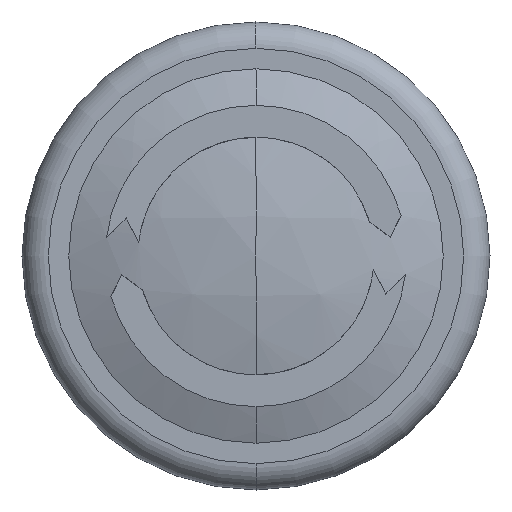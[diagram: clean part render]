
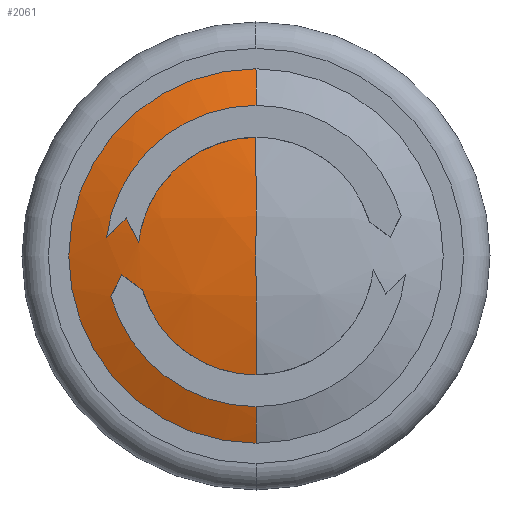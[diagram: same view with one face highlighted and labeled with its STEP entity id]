
A CAD part, left-side view. The second image highlights one B-rep face of the part: STEP entity #2061.
In plain terms, the highlighted spherical face has radius 41.302 mm.
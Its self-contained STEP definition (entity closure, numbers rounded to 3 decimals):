
#1567=CARTESIAN_POINT('POINT34464',(-31.351,
   11.086,3.251));
#1568=VERTEX_POINT('VERTEX34464',#1567);
#1569=CARTESIAN_POINT('POINT34465',(-30.942,12.776
   ,1.577));
#1570=VERTEX_POINT('VERTEX34465',#1569);
#1571=CARTESIAN_POINT('POS54450',(8.303,
   7.115,7.184));
#1572=DIRECTION('DIR81227',(0.,-0.704
   ,-0.71));
#1573=DIRECTION('DIR81228',(0.,-0.71,
   0.704));
#1574=AXIS2_PLACEMENT_3D('AXIS26778',#1571,#1572,#1573);
#1575=CIRCLE('ELLIPSE12546',#1574,40.046);
#1576=EDGE_CURVE('EDGE52403',#1568,#1570,#1575,.T.);
#1600=CARTESIAN_POINT('POINT34467',(-31.75,
   10.02,1.144));
#1601=VERTEX_POINT('VERTEX34467',#1600);
#1602=CARTESIAN_POINT('POS54454',(8.303,
   7.517,-3.803));
#1603=DIRECTION('DIR81233',(0.,0.892,
   -0.451));
#1604=DIRECTION('DIR81234',(0.,-0.451,
   -0.892));
#1605=AXIS2_PLACEMENT_3D('AXIS26780',#1602,#1603,#1604);
#1606=CIRCLE('ELLIPSE12547',#1605,40.434);
#1607=EDGE_CURVE('EDGE52406',#1601,#1568,#1606,.T.);
#1632=CARTESIAN_POINT('POINT34469',(-31.34,
   11.484,-1.577));
#1633=VERTEX_POINT('VERTEX34469',#1632);
#1634=CARTESIAN_POINT('POINT34470',(-31.736,
   9.716,-2.898));
#1635=VERTEX_POINT('VERTEX34470',#1634);
#1636=CARTESIAN_POINT('POS54458',(8.303,
   4.871,-6.518));
#1637=DIRECTION('DIR81239',(0.,
   -0.599,0.801));
#1638=DIRECTION('DIR81240',(0.,0.801,
   0.599));
#1639=AXIS2_PLACEMENT_3D('AXIS26782',#1636,#1637,#1638);
#1640=CIRCLE('ELLIPSE12548',#1639,40.493);
#1641=EDGE_CURVE('EDGE52409',#1633,#1635,#1640,.T.);
#1673=CARTESIAN_POINT('POINT34473',(-30.942,12.395
   ,-3.476));
#1674=VERTEX_POINT('VERTEX34473',#1673);
#1675=CARTESIAN_POINT('POS54463',(8.303,
   8.724,4.182));
#1676=DIRECTION('DIR81246',(0.,0.902
   ,0.432));
#1677=DIRECTION('DIR81247',(0.,0.432,
   -0.902));
#1678=AXIS2_PLACEMENT_3D('AXIS26784',#1675,#1676,#1677);
#1679=CIRCLE('ELLIPSE12549',#1678,40.153);
#1680=EDGE_CURVE('EDGE52413',#1674,#1633,#1679,.T.);
#1699=CARTESIAN_POINT('POINT34475',(-30.942,
   0.,-12.873));
#1700=VERTEX_POINT('VERTEX34475',#1699);
#1701=CARTESIAN_POINT('POS54466',(-30.942,0.,
   0.));
#1702=DIRECTION('DIR81251',(1.,0.,0.));
#1703=DIRECTION('DIR81252',(0.,0.,1.));
#1704=AXIS2_PLACEMENT_3D('AXIS26786',#1701,#1702,#1703);
#1705=CIRCLE('ELLIPSE12550',#1704,12.873);
#1733=EDGE_CURVE('EDGE52419',#1700,#1674,#1705,.T.);
#1792=CARTESIAN_POINT('POINT34480',(-31.736,
   0.,-10.14));
#1793=VERTEX_POINT('VERTEX34480',#1792);
#1794=B_SPLINE_CURVE_WITH_KNOTS('SPLINE_CRV13',3,(#1795,#1796,#1797,
   #1798,#1799,#1800,#1801,#1802,#1803,#1804),.UNSPECIFIED.,.F.,.F.,(4,2
   ,2,2,4),(-1.047,-0.899,
   -0.749,-0.599,-0.556),
   .UNSPECIFIED.);
#1795=CARTESIAN_POINT('',(-31.736,9.716,
   -2.898));
#1796=CARTESIAN_POINT('',(-31.735,9.338,
   -4.176));
#1797=CARTESIAN_POINT('',(-31.734,8.695,
   -5.374));
#1798=CARTESIAN_POINT('',(-31.734,7.117,
   -7.344));
#1799=CARTESIAN_POINT('',(-31.734,6.073,
   -8.241));
#1800=CARTESIAN_POINT('',(-31.734,3.712,
   -9.54));
#1801=CARTESIAN_POINT('',(-31.734,2.394,
   -9.94));
#1802=CARTESIAN_POINT('',(-31.735,0.763,
   -10.12));
#1803=CARTESIAN_POINT('',(-31.735,0.384,
   -10.141));
#1804=CARTESIAN_POINT('',(-31.736,0.,
   -10.14));
#1805=EDGE_CURVE('EDGE52424',#1635,#1793,#1794,.T.);
#1833=CARTESIAN_POINT('POINT34482',(-31.736,
   0.,10.14));
#1834=VERTEX_POINT('VERTEX34482',#1833);
#1864=B_SPLINE_CURVE_WITH_KNOTS('SPLINE_CRV16',3,(#1865,#1866,#1867,
   #1868,#1869,#1870,#1871,#1872,#1873,#1874),.UNSPECIFIED.,.F.,.F.,(4,2
   ,2,2,4),(-0.556,-0.45,
   -0.3,-0.15,0.),.UNSPECIFIED.
   );
#1865=CARTESIAN_POINT('',(-31.736,0.,
   10.14));
#1866=CARTESIAN_POINT('',(-31.736,0.926,
   10.138));
#1867=CARTESIAN_POINT('',(-31.737,1.88,
   10.005));
#1868=CARTESIAN_POINT('',(-31.739,4.089,
   9.363));
#1869=CARTESIAN_POINT('',(-31.74,5.304,
   8.715));
#1870=CARTESIAN_POINT('',(-31.743,7.284,
   7.128));
#1871=CARTESIAN_POINT('',(-31.744,8.182,
   6.084));
#1872=CARTESIAN_POINT('',(-31.747,9.48,
   3.722));
#1873=CARTESIAN_POINT('',(-31.748,9.881,
   2.405));
#1874=CARTESIAN_POINT('',(-31.75,10.02,
   1.144));
#1875=EDGE_CURVE('EDGE52429',#1834,#1601,#1864,.T.);
#1941=CARTESIAN_POINT('POINT34487',(-30.942,
   0.,12.873));
#1942=VERTEX_POINT('VERTEX34487',#1941);
#1943=CARTESIAN_POINT('POS54488',(-30.942,0.,
   0.));
#1944=DIRECTION('DIR81287',(1.,0.,
   0.));
#1945=DIRECTION('DIR81288',(0.,0.,1.));
#1946=AXIS2_PLACEMENT_3D('AXIS26800',#1943,#1944,#1945);
#1947=CIRCLE('ELLIPSE12557',#1946,12.873);
#1948=EDGE_CURVE('EDGE52435',#1570,#1942,#1947,.T.);
#2005=CARTESIAN_POINT('POINT34490',(-29.775,0.
   ,16.));
#2006=VERTEX_POINT('VERTEX34490',#2005);
#2007=CARTESIAN_POINT('POS54494',(8.303,
   0.,0.));
#2008=DIRECTION('DIR81297',(0.,-1.,
   0.));
#2009=DIRECTION('DIR81298',(0.,0.,1.));
#2010=AXIS2_PLACEMENT_3D('AXIS26804',#2007,#2008,#2009);
#2011=CIRCLE('ELLIPSE12559',#2010,41.302);
#2012=EDGE_CURVE('EDGE52441',#2006,#1942,#2011,.T.);
#2013=ORIENTED_EDGE('COEDGE104863',*,*,#2012,.F.);
#2014=CARTESIAN_POINT('POINT34491',(-29.775,
   0.,-16.));
#2015=VERTEX_POINT('VERTEX34491',#2014);
#2016=CARTESIAN_POINT('POS54495',(-29.775,0.,
   0.));
#2017=DIRECTION('DIR81299',(1.,0.,0.));
#2018=DIRECTION('DIR81300',(0.,0.
   ,1.));
#2019=AXIS2_PLACEMENT_3D('AXIS26805',#2016,#2017,#2018);
#2020=CIRCLE('ELLIPSE12560',#2019,16.);
#2021=EDGE_CURVE('EDGE52442',#2015,#2006,#2020,.T.);
#2022=ORIENTED_EDGE('COEDGE104864',*,*,#2021,.F.);
#2023=CARTESIAN_POINT('POS54496',(8.303,
   0.,0.));
#2024=DIRECTION('DIR81301',(0.,-1.,
   0.));
#2025=DIRECTION('DIR81302',(0.,0.,1.));
#2026=AXIS2_PLACEMENT_3D('AXIS26806',#2023,#2024,#2025);
#2027=CIRCLE('ELLIPSE12561',#2026,41.302);
#2028=EDGE_CURVE('EDGE52443',#1700,#2015,#2027,.T.);
#2029=ORIENTED_EDGE('COEDGE104865',*,*,#2028,.F.);
#2030=ORIENTED_EDGE('COEDGE104866',*,*,#1733,.T.);
#2031=ORIENTED_EDGE('COEDGE104867',*,*,#1680,.T.);
#2032=ORIENTED_EDGE('COEDGE104868',*,*,#1641,.T.);
#2033=ORIENTED_EDGE('COEDGE104869',*,*,#1805,.T.);
#2034=CARTESIAN_POINT('POINT34492',(-33.,0.
   ,0.));
#2035=VERTEX_POINT('VERTEX34492',#2034);
#2036=CARTESIAN_POINT('POS54497',(8.303,
   0.,0.));
#2037=DIRECTION('DIR81303',(0.,-1.,
   0.));
#2038=DIRECTION('DIR81304',(0.,0.,1.));
#2039=AXIS2_PLACEMENT_3D('AXIS26807',#2036,#2037,#2038);
#2040=CIRCLE('ELLIPSE12562',#2039,41.302);
#2041=EDGE_CURVE('EDGE52444',#2035,#1793,#2040,.T.);
#2042=ORIENTED_EDGE('COEDGE104870',*,*,#2041,.F.);
#2043=CARTESIAN_POINT('POS54498',(8.303,
   0.,0.));
#2044=DIRECTION('DIR81305',(0.,-1.,
   0.));
#2045=DIRECTION('DIR81306',(0.,0.,1.));
#2046=AXIS2_PLACEMENT_3D('AXIS26808',#2043,#2044,#2045);
#2047=CIRCLE('ELLIPSE12563',#2046,41.302);
#2048=EDGE_CURVE('EDGE52445',#1834,#2035,#2047,.T.);
#2049=ORIENTED_EDGE('COEDGE104871',*,*,#2048,.F.);
#2050=ORIENTED_EDGE('COEDGE104872',*,*,#1875,.T.);
#2051=ORIENTED_EDGE('COEDGE104873',*,*,#1607,.T.);
#2052=ORIENTED_EDGE('COEDGE104874',*,*,#1576,.T.);
#2053=ORIENTED_EDGE('COEDGE104875',*,*,#1948,.T.);
#2054=EDGE_LOOP('NONE',(#2013,#2022,#2029,#2030,#2031,#2032,#2033,#2042,
   #2049,#2050,#2051,#2052,#2053));
#2055=FACE_BOUND('LOOP1',#2054,.T.);
#2056=CARTESIAN_POINT('POS54499',(8.303,
   0.,0.));
#2057=DIRECTION('DIR81307',(0.,0.,1.));
#2058=DIRECTION('DIR81308',(1.,0.,0.));
#2059=AXIS2_PLACEMENT_3D('AXIS26809',#2056,#2057,#2058);
#2060=SPHERICAL_SURFACE('SPHERE_SURF36',#2059,41.302);
#2061=ADVANCED_FACE('FACE19982',(#2055),#2060,.T.);
